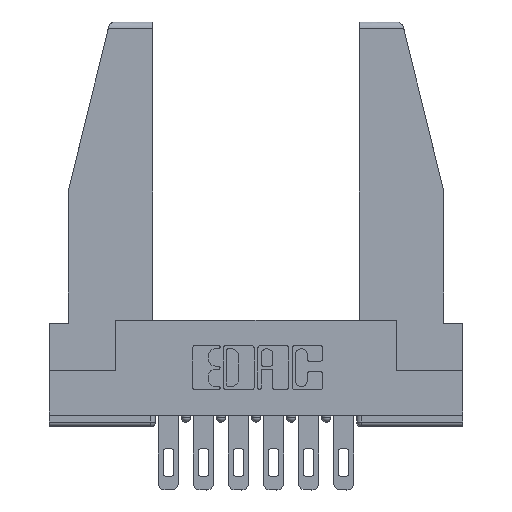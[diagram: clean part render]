
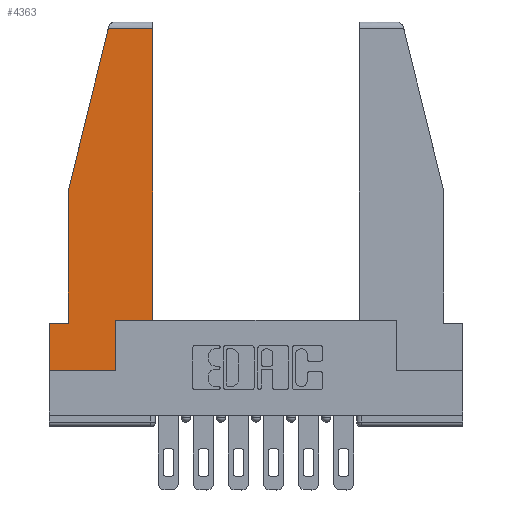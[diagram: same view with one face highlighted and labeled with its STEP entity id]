
A CAD part, top view. The second image highlights one B-rep face of the part: STEP entity #4363.
In plain terms, the highlighted planar face has unit normal (0, 0, 1).
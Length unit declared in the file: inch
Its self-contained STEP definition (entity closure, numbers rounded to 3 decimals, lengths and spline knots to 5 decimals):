
#18 = CARTESIAN_POINT ( 'NONE',  ( 0.271, 1.55, 0. ) ) ;
#81 = CARTESIAN_POINT ( 'NONE',  ( 0.461, 1.52, 0. ) ) ;
#105 = FACE_OUTER_BOUND ( 'NONE', #2532, .T. ) ;
#752 = CARTESIAN_POINT ( 'NONE',  ( 0., 0., 0. ) ) ;
#786 = CARTESIAN_POINT ( 'NONE',  ( 0.297, 0., 0. ) ) ;
#889 = LINE ( 'NONE', #10769, #3071 ) ;
#985 = EDGE_CURVE ( 'NONE', #2152, #1294, #4368, .T. ) ;
#1142 = VECTOR ( 'NONE', #11417, 39.37008 ) ;
#1294 = VERTEX_POINT ( 'NONE', #7700 ) ;
#1327 = DIRECTION ( 'NONE',  ( 0., 0., 1. ) ) ;
#1461 = ORIENTED_EDGE ( 'NONE', *, *, #2851, .T. ) ;
#1654 = EDGE_CURVE ( 'NONE', #9925, #11989, #2763, .T. ) ;
#1770 = CARTESIAN_POINT ( 'NONE',  ( 0., 0., 0. ) ) ;
#1887 = VECTOR ( 'NONE', #6921, 39.37008 ) ;
#2152 = VERTEX_POINT ( 'NONE', #4344 ) ;
#2272 = CARTESIAN_POINT ( 'NONE',  ( 0., 0.21, 0. ) ) ;
#2326 = CARTESIAN_POINT ( 'NONE',  ( 0., 1.52, 0. ) ) ;
#2366 = ORIENTED_EDGE ( 'NONE', *, *, #4472, .T. ) ;
#2532 = EDGE_LOOP ( 'NONE', ( #6196, #2366, #2973, #2562, #11834, #9281, #6772, #1461, #11804 ) ) ;
#2562 = ORIENTED_EDGE ( 'NONE', *, *, #10578, .T. ) ;
#2763 = LINE ( 'NONE', #2272, #1887 ) ;
#2851 = EDGE_CURVE ( 'NONE', #9983, #10402, #3896, .T. ) ;
#2973 = ORIENTED_EDGE ( 'NONE', *, *, #985, .T. ) ;
#3071 = VECTOR ( 'NONE', #3484, 39.37008 ) ;
#3484 = DIRECTION ( 'NONE',  ( 0., -1., 0. ) ) ;
#3823 = VECTOR ( 'NONE', #5562, 39.37008 ) ;
#3896 = LINE ( 'NONE', #9663, #1142 ) ;
#4084 = VERTEX_POINT ( 'NONE', #1770 ) ;
#4153 = VECTOR ( 'NONE', #4535, 39.37008 ) ;
#4160 = VERTEX_POINT ( 'NONE', #81 ) ;
#4168 = CARTESIAN_POINT ( 'NONE',  ( 0.461, 0.223, 0. ) ) ;
#4344 = CARTESIAN_POINT ( 'NONE',  ( 0.2636, 1.52, 0. ) ) ;
#4363 = ADVANCED_FACE ( 'NONE', ( #105 ), #10565, .T. ) ;
#4368 = LINE ( 'NONE', #18, #8575 ) ;
#4472 = EDGE_CURVE ( 'NONE', #4160, #2152, #6225, .T. ) ;
#4497 = VERTEX_POINT ( 'NONE', #4168 ) ;
#4535 = DIRECTION ( 'NONE',  ( 1., 0., 0. ) ) ;
#5008 = CARTESIAN_POINT ( 'NONE',  ( 0., 0., 0. ) ) ;
#5562 = DIRECTION ( 'NONE',  ( 0., 1., 0. ) ) ;
#5639 = DIRECTION ( 'NONE',  ( -0.239, -0.971, 0. ) ) ;
#5944 = DIRECTION ( 'NONE',  ( 1., 0., 0. ) ) ;
#6102 = DIRECTION ( 'NONE',  ( -1., 0., 0. ) ) ;
#6196 = ORIENTED_EDGE ( 'NONE', *, *, #11343, .T. ) ;
#6225 = LINE ( 'NONE', #2326, #7058 ) ;
#6324 = LINE ( 'NONE', #8145, #8920 ) ;
#6608 = LINE ( 'NONE', #11103, #4153 ) ;
#6717 = DIRECTION ( 'NONE',  ( 0., -1., 0. ) ) ;
#6747 = CARTESIAN_POINT ( 'NONE',  ( 0., 0.21, 0. ) ) ;
#6772 = ORIENTED_EDGE ( 'NONE', *, *, #8105, .T. ) ;
#6921 = DIRECTION ( 'NONE',  ( -1., 0., 0. ) ) ;
#7058 = VECTOR ( 'NONE', #6102, 39.37008 ) ;
#7106 = EDGE_CURVE ( 'NONE', #11989, #4084, #6324, .T. ) ;
#7327 = AXIS2_PLACEMENT_3D ( 'NONE', #5008, #1327, #5944 ) ;
#7620 = VECTOR ( 'NONE', #11851, 39.37008 ) ;
#7700 = CARTESIAN_POINT ( 'NONE',  ( 0.086, 0.8, 0. ) ) ;
#7958 = CARTESIAN_POINT ( 'NONE',  ( 0.086, 0.21, 0. ) ) ;
#8105 = EDGE_CURVE ( 'NONE', #4084, #9983, #10096, .T. ) ;
#8145 = CARTESIAN_POINT ( 'NONE',  ( 0., 0.21, 0. ) ) ;
#8186 = EDGE_CURVE ( 'NONE', #10402, #4497, #6608, .T. ) ;
#8575 = VECTOR ( 'NONE', #5639, 39.37008 ) ;
#8743 = LINE ( 'NONE', #9195, #3823 ) ;
#8920 = VECTOR ( 'NONE', #6717, 39.37008 ) ;
#9195 = CARTESIAN_POINT ( 'NONE',  ( 0.461, 0.223, 0. ) ) ;
#9281 = ORIENTED_EDGE ( 'NONE', *, *, #7106, .T. ) ;
#9663 = CARTESIAN_POINT ( 'NONE',  ( 0.297, 0., 0. ) ) ;
#9925 = VERTEX_POINT ( 'NONE', #7958 ) ;
#9983 = VERTEX_POINT ( 'NONE', #786 ) ;
#10096 = LINE ( 'NONE', #752, #7620 ) ;
#10402 = VERTEX_POINT ( 'NONE', #11504 ) ;
#10565 = PLANE ( 'NONE',  #7327 ) ;
#10578 = EDGE_CURVE ( 'NONE', #1294, #9925, #889, .T. ) ;
#10769 = CARTESIAN_POINT ( 'NONE',  ( 0.086, 0.8, 0. ) ) ;
#11103 = CARTESIAN_POINT ( 'NONE',  ( 0.297, 0.223, 0. ) ) ;
#11343 = EDGE_CURVE ( 'NONE', #4497, #4160, #8743, .T. ) ;
#11417 = DIRECTION ( 'NONE',  ( 0., 1., 0. ) ) ;
#11504 = CARTESIAN_POINT ( 'NONE',  ( 0.297, 0.223, 0. ) ) ;
#11804 = ORIENTED_EDGE ( 'NONE', *, *, #8186, .T. ) ;
#11834 = ORIENTED_EDGE ( 'NONE', *, *, #1654, .T. ) ;
#11851 = DIRECTION ( 'NONE',  ( 1., 0., 0. ) ) ;
#11989 = VERTEX_POINT ( 'NONE', #6747 ) ;
